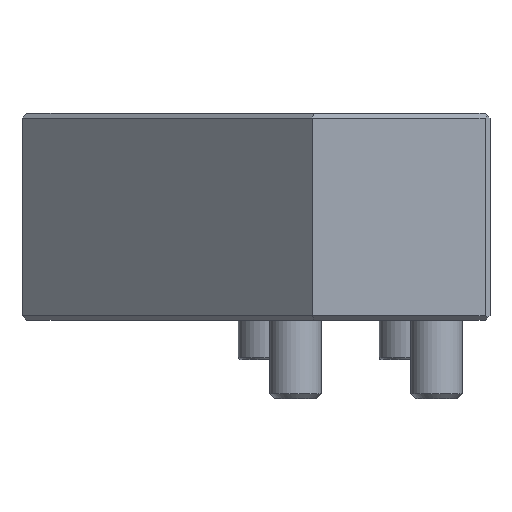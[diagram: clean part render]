
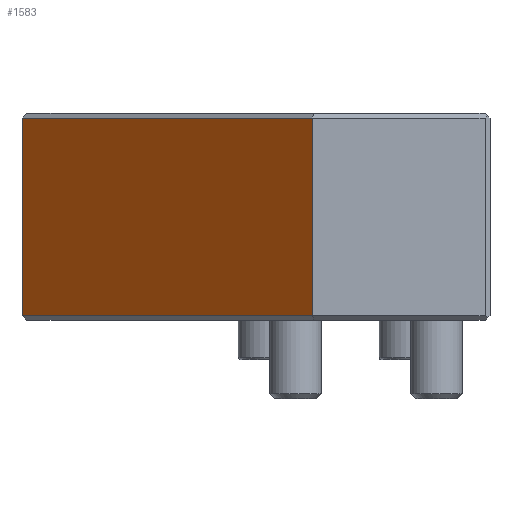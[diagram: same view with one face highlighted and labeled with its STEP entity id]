
A CAD part, front view. The second image highlights one B-rep face of the part: STEP entity #1583.
In plain terms, the highlighted planar face has unit normal (-0.707, -0.707, 0).
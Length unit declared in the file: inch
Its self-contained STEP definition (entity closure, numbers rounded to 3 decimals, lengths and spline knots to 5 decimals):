
#113=PLANE('',#1803);
#213=FACE_OUTER_BOUND('',#315,.T.);
#315=EDGE_LOOP('',(#1336,#1337,#1338,#1339));
#379=LINE('',#3101,#520);
#446=LINE('',#3311,#587);
#452=LINE('',#3324,#593);
#455=LINE('',#3329,#596);
#520=VECTOR('',#1931,0.3937);
#587=VECTOR('',#2134,0.3937);
#593=VECTOR('',#2148,0.3937);
#596=VECTOR('',#2153,0.3937);
#734=VERTEX_POINT('',#3089);
#738=VERTEX_POINT('',#3099);
#812=VERTEX_POINT('',#3305);
#816=VERTEX_POINT('',#3323);
#895=EDGE_CURVE('',#738,#734,#379,.T.);
#1000=EDGE_CURVE('',#734,#812,#446,.T.);
#1006=EDGE_CURVE('',#816,#812,#452,.T.);
#1009=EDGE_CURVE('',#816,#738,#455,.T.);
#1336=ORIENTED_EDGE('',*,*,#1000,.F.);
#1337=ORIENTED_EDGE('',*,*,#895,.F.);
#1338=ORIENTED_EDGE('',*,*,#1009,.F.);
#1339=ORIENTED_EDGE('',*,*,#1006,.T.);
#1583=ADVANCED_FACE('',(#213),#113,.T.);
#1803=AXIS2_PLACEMENT_3D('',#3328,#2151,#2152);
#1931=DIRECTION('',(0.,0.,1.));
#2134=DIRECTION('',(0.707,-0.707,0.));
#2148=DIRECTION('',(0.,0.,1.));
#2151=DIRECTION('center_axis',(-0.707,-0.707,0.));
#2152=DIRECTION('ref_axis',(0.,0.,1.));
#2153=DIRECTION('',(-0.707,0.707,0.));
#3089=CARTESIAN_POINT('',(0.04679,1.4629,1.22));
#3099=CARTESIAN_POINT('',(0.04679,1.4629,0.03));
#3101=CARTESIAN_POINT('',(0.04679,1.4629,0.));
#3305=CARTESIAN_POINT('',(1.79679,-0.2871,1.22));
#3311=CARTESIAN_POINT('',(1.19774,0.31194,1.22));
#3323=CARTESIAN_POINT('',(1.79679,-0.2871,0.03));
#3324=CARTESIAN_POINT('',(1.79679,-0.2871,0.));
#3328=CARTESIAN_POINT('Origin',(1.79679,-0.2871,0.));
#3329=CARTESIAN_POINT('',(1.19774,0.31194,0.03));
